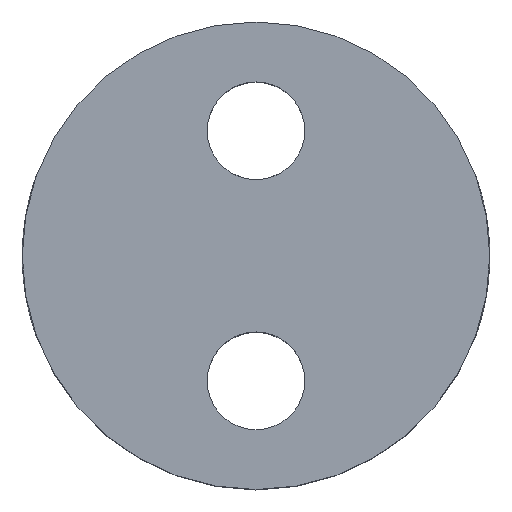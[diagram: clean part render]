
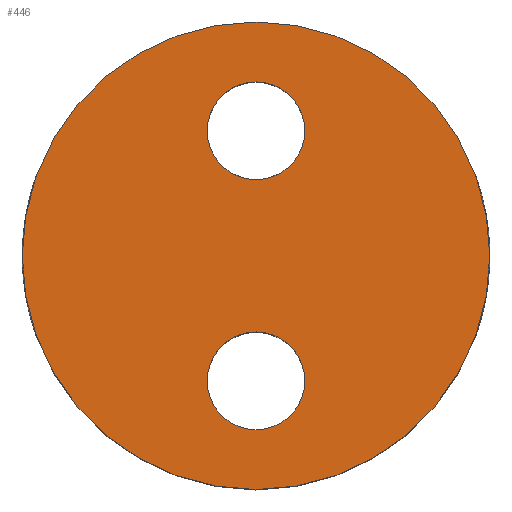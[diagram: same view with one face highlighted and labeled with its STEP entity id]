
A CAD part, top view. The second image highlights one B-rep face of the part: STEP entity #446.
In plain terms, the highlighted planar face has unit normal (0, 0, 1).
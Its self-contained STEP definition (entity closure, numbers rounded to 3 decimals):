
#126=CARTESIAN_POINT('',(0.,0.,9.652));
#127=DIRECTION('',(0.,0.,-1.));
#128=DIRECTION('',(-1.,0.,0.));
#129=AXIS2_PLACEMENT_3D('',#126,#127,#128);
#131=CARTESIAN_POINT('',(0.,0.,9.652));
#132=DIRECTION('',(0.,0.,-1.));
#133=DIRECTION('',(1.,0.,0.));
#134=AXIS2_PLACEMENT_3D('',#131,#132,#133);
#136=CARTESIAN_POINT('',(0.,-5.08,9.652));
#137=DIRECTION('',(0.,0.,1.));
#138=DIRECTION('',(-1.,0.,0.));
#139=AXIS2_PLACEMENT_3D('',#136,#137,#138);
#141=CARTESIAN_POINT('',(0.,-5.08,9.652));
#142=DIRECTION('',(0.,0.,1.));
#143=DIRECTION('',(1.,0.,0.));
#144=AXIS2_PLACEMENT_3D('',#141,#142,#143);
#146=CARTESIAN_POINT('',(0.,5.08,9.652));
#147=DIRECTION('',(0.,0.,1.));
#148=DIRECTION('',(-1.,0.,0.));
#149=AXIS2_PLACEMENT_3D('',#146,#147,#148);
#151=CARTESIAN_POINT('',(0.,5.08,9.652));
#152=DIRECTION('',(0.,0.,1.));
#153=DIRECTION('',(1.,0.,0.));
#154=AXIS2_PLACEMENT_3D('',#151,#152,#153);
#319=CARTESIAN_POINT('',(9.5,0.,9.652));
#320=VERTEX_POINT('',#319);
#321=CARTESIAN_POINT('',(-9.5,0.,9.652));
#322=VERTEX_POINT('',#321);
#325=CARTESIAN_POINT('',(-1.984,5.08,9.652));
#326=CARTESIAN_POINT('',(1.984,5.08,9.652));
#327=VERTEX_POINT('',#325);
#328=VERTEX_POINT('',#326);
#333=CARTESIAN_POINT('',(-1.984,-5.08,9.652));
#334=CARTESIAN_POINT('',(1.984,-5.08,9.652));
#335=VERTEX_POINT('',#333);
#336=VERTEX_POINT('',#334);
#425=CARTESIAN_POINT('',(0.,0.,9.652));
#426=DIRECTION('',(0.,0.,1.));
#427=DIRECTION('',(1.,0.,0.));
#428=AXIS2_PLACEMENT_3D('',#425,#426,#427);
#429=PLANE('',#428);
#430=ORIENTED_EDGE('',*,*,#360,.T.);
#431=ORIENTED_EDGE('',*,*,#414,.T.);
#432=EDGE_LOOP('',(#430,#431));
#433=FACE_OUTER_BOUND('',#432,.F.);
#435=ORIENTED_EDGE('',*,*,#434,.T.);
#437=ORIENTED_EDGE('',*,*,#436,.T.);
#438=EDGE_LOOP('',(#435,#437));
#439=FACE_BOUND('',#438,.F.);
#441=ORIENTED_EDGE('',*,*,#440,.T.);
#443=ORIENTED_EDGE('',*,*,#442,.T.);
#444=EDGE_LOOP('',(#441,#443));
#445=FACE_BOUND('',#444,.F.);
#446=ADVANCED_FACE('',(#433,#439,#445),#429,.T.);
#130=CIRCLE('',#129,9.5);
#135=CIRCLE('',#134,9.5);
#140=CIRCLE('',#139,1.984);
#145=CIRCLE('',#144,1.984);
#150=CIRCLE('',#149,1.984);
#155=CIRCLE('',#154,1.984);
#360=EDGE_CURVE('',#322,#320,#130,.T.);
#414=EDGE_CURVE('',#320,#322,#135,.T.);
#434=EDGE_CURVE('',#335,#336,#140,.T.);
#436=EDGE_CURVE('',#336,#335,#145,.T.);
#440=EDGE_CURVE('',#327,#328,#150,.T.);
#442=EDGE_CURVE('',#328,#327,#155,.T.);
